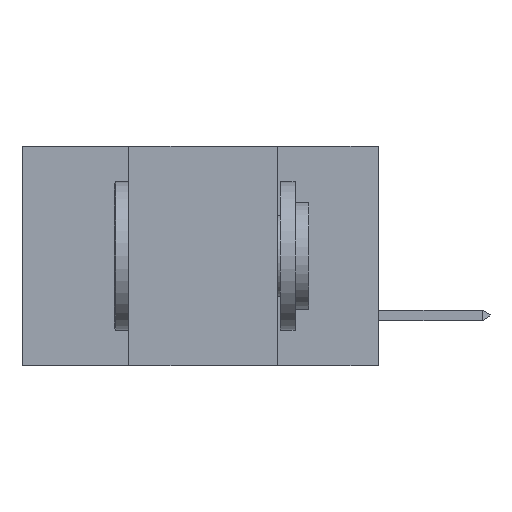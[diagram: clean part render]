
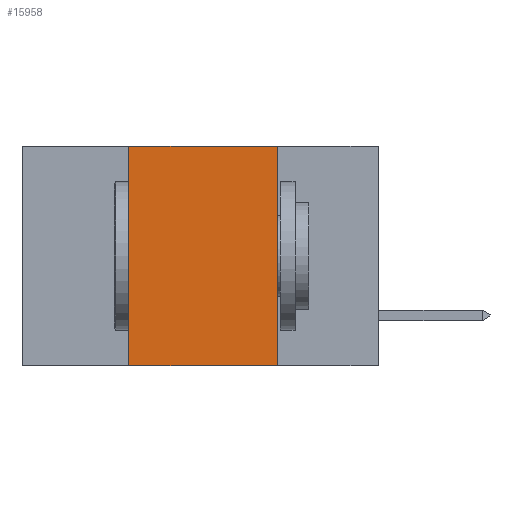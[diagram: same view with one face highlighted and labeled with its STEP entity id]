
A CAD part, left-side view. The second image highlights one B-rep face of the part: STEP entity #15958.
In plain terms, the highlighted planar face has unit normal (-1, 0, 0).
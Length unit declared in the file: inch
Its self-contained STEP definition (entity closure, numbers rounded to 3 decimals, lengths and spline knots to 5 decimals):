
#34 = CARTESIAN_POINT ( 'NONE',  ( 0., 0.6, 0. ) ) ;
#157 = VERTEX_POINT ( 'NONE', #8045 ) ;
#1019 = ORIENTED_EDGE ( 'NONE', *, *, #14660, .T. ) ;
#2202 = ORIENTED_EDGE ( 'NONE', *, *, #12881, .F. ) ;
#2289 = CARTESIAN_POINT ( 'NONE',  ( 0., 0.6, 0. ) ) ;
#3179 = VERTEX_POINT ( 'NONE', #13440 ) ;
#3650 = VECTOR ( 'NONE', #14558, 39.37008 ) ;
#3910 = EDGE_LOOP ( 'NONE', ( #15530, #2202, #11722, #1019 ) ) ;
#4670 = AXIS2_PLACEMENT_3D ( 'NONE', #2289, #15555, #12492 ) ;
#5344 = VERTEX_POINT ( 'NONE', #8263 ) ;
#5782 = FACE_OUTER_BOUND ( 'NONE', #3910, .T. ) ;
#6820 = VECTOR ( 'NONE', #7593, 39.37008 ) ;
#7010 = CARTESIAN_POINT ( 'NONE',  ( 0., 0.42, -0.37 ) ) ;
#7256 = DIRECTION ( 'NONE',  ( 0., 0., -1. ) ) ;
#7384 = LINE ( 'NONE', #12728, #3650 ) ;
#7593 = DIRECTION ( 'NONE',  ( 0., -1., 0. ) ) ;
#8045 = CARTESIAN_POINT ( 'NONE',  ( 0., 0.17, -0.37 ) ) ;
#8144 = DIRECTION ( 'NONE',  ( 0., -1., 0. ) ) ;
#8263 = CARTESIAN_POINT ( 'NONE',  ( 0., 0.17, 0. ) ) ;
#8291 = LINE ( 'NONE', #10202, #18242 ) ;
#8334 = PLANE ( 'NONE',  #4670 ) ;
#8629 = VECTOR ( 'NONE', #8144, 39.37008 ) ;
#10202 = CARTESIAN_POINT ( 'NONE',  ( 0., 0.17, 0. ) ) ;
#10772 = LINE ( 'NONE', #34, #6820 ) ;
#11325 = CARTESIAN_POINT ( 'NONE',  ( 0., 0.6, -0.37 ) ) ;
#11722 = ORIENTED_EDGE ( 'NONE', *, *, #16683, .F. ) ;
#12492 = DIRECTION ( 'NONE',  ( 0., 0., -1. ) ) ;
#12728 = CARTESIAN_POINT ( 'NONE',  ( 0., 0.42, 0. ) ) ;
#12881 = EDGE_CURVE ( 'NONE', #3179, #5344, #10772, .T. ) ;
#13440 = CARTESIAN_POINT ( 'NONE',  ( 0., 0.42, 0. ) ) ;
#14558 = DIRECTION ( 'NONE',  ( 0., 0., 1. ) ) ;
#14660 = EDGE_CURVE ( 'NONE', #15383, #157, #15822, .T. ) ;
#15383 = VERTEX_POINT ( 'NONE', #7010 ) ;
#15530 = ORIENTED_EDGE ( 'NONE', *, *, #18720, .F. ) ;
#15555 = DIRECTION ( 'NONE',  ( 1., 0., 0. ) ) ;
#15822 = LINE ( 'NONE', #11325, #8629 ) ;
#15958 = ADVANCED_FACE ( 'NONE', ( #5782 ), #8334, .F. ) ;
#16683 = EDGE_CURVE ( 'NONE', #15383, #3179, #7384, .T. ) ;
#18242 = VECTOR ( 'NONE', #7256, 39.37008 ) ;
#18720 = EDGE_CURVE ( 'NONE', #5344, #157, #8291, .T. ) ;
